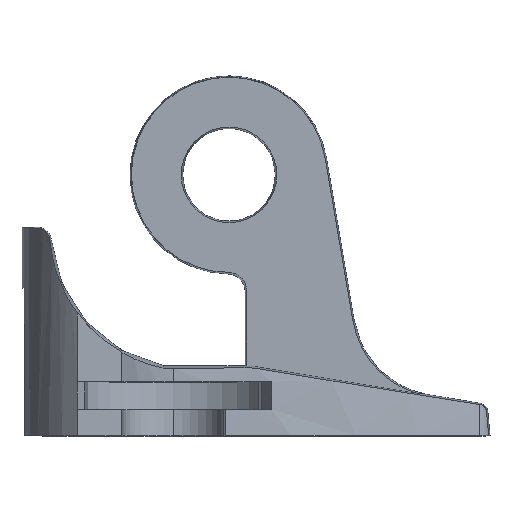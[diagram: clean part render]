
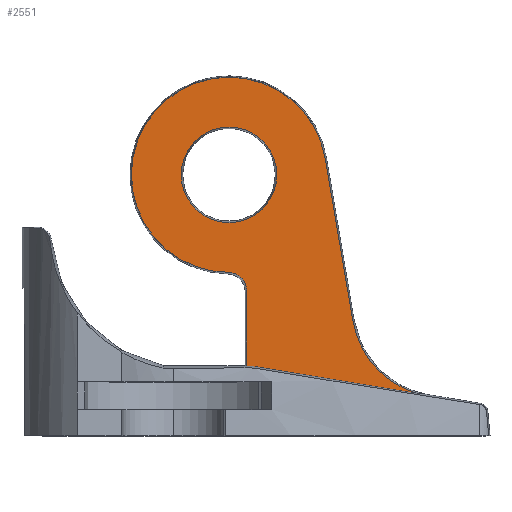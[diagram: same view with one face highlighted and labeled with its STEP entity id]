
A CAD part, top view. The second image highlights one B-rep face of the part: STEP entity #2551.
In plain terms, the highlighted planar face has unit normal (0, 0, 1).
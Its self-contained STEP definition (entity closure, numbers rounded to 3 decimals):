
#56 = FACE_OUTER_BOUND ( 'NONE', #1474, .T. ) ;
#72 = CIRCLE ( 'NONE', #2314, 1.461 ) ;
#73 = CARTESIAN_POINT ( 'NONE',  ( 4.326, 2.4, 2.25 ) ) ;
#136 = VERTEX_POINT ( 'NONE', #592 ) ;
#164 = B_SPLINE_CURVE_WITH_KNOTS ( 'NONE', 3,
 ( #1638, #589, #2062, #2267, #2471, #1436, #1030, #2042 ),
 .UNSPECIFIED., .F., .F.,
 ( 4, 2, 2, 4 ),
 ( 0., 0., 0.001, 0.002 ),
 .UNSPECIFIED. ) ;
#190 = EDGE_CURVE ( 'NONE', #277, #1722, #1724, .T. ) ;
#197 = CARTESIAN_POINT ( 'NONE',  ( 13.487, 2.361, 2.25 ) ) ;
#204 = CARTESIAN_POINT ( 'NONE',  ( 4.566, 3.841, 2.25 ) ) ;
#209 = LINE ( 'NONE', #2692, #2464 ) ;
#221 = EDGE_CURVE ( 'NONE', #1722, #1402, #1365, .T. ) ;
#277 = VERTEX_POINT ( 'NONE', #1898 ) ;
#311 = DIRECTION ( 'NONE',  ( 0., 0., 1. ) ) ;
#368 = DIRECTION ( 'NONE',  ( 1., 0., 0. ) ) ;
#457 = VERTEX_POINT ( 'NONE', #713 ) ;
#483 = DIRECTION ( 'NONE',  ( 1., 0., 0. ) ) ;
#489 = ORIENTED_EDGE ( 'NONE', *, *, #724, .T. ) ;
#511 = LINE ( 'NONE', #2654, #674 ) ;
#530 = DIRECTION ( 'NONE',  ( 0., 0., 1. ) ) ;
#589 = CARTESIAN_POINT ( 'NONE',  ( 3.214, 9.078, 2.25 ) ) ;
#592 = CARTESIAN_POINT ( 'NONE',  ( 4.326, 3.861, 2.25 ) ) ;
#612 = DIRECTION ( 'NONE',  ( 0.987, -0.164, 0. ) ) ;
#624 = CARTESIAN_POINT ( 'NONE',  ( 8.445, 15.409, 2.25 ) ) ;
#674 = VECTOR ( 'NONE', #2671, 1000. ) ;
#695 = AXIS2_PLACEMENT_3D ( 'NONE', #1949, #530, #2601 ) ;
#713 = CARTESIAN_POINT ( 'NONE',  ( 0.446, 14.5, 2.25 ) ) ;
#724 = EDGE_CURVE ( 'NONE', #1974, #1092, #209, .T. ) ;
#733 = ORIENTED_EDGE ( 'NONE', *, *, #2552, .F. ) ;
#739 = VERTEX_POINT ( 'NONE', #1060 ) ;
#790 = CARTESIAN_POINT ( 'NONE',  ( 3.1, 14.5, 2.25 ) ) ;
#804 = VECTOR ( 'NONE', #1246, 1000. ) ;
#849 = AXIS2_PLACEMENT_3D ( 'NONE', #1136, #1569, #1340 ) ;
#921 = EDGE_CURVE ( 'NONE', #136, #277, #72, .T. ) ;
#931 = ORIENTED_EDGE ( 'NONE', *, *, #1738, .F. ) ;
#946 = CARTESIAN_POINT ( 'NONE',  ( 4.079, 3.861, 2.25 ) ) ;
#1006 = CARTESIAN_POINT ( 'NONE',  ( 3.1, 14.5, 2.25 ) ) ;
#1030 = CARTESIAN_POINT ( 'NONE',  ( 4.079, 8.343, 2.25 ) ) ;
#1060 = CARTESIAN_POINT ( 'NONE',  ( 3.082, 9.079, 2.25 ) ) ;
#1092 = VERTEX_POINT ( 'NONE', #946 ) ;
#1136 = CARTESIAN_POINT ( 'NONE',  ( 0., 0., 2.25 ) ) ;
#1148 = AXIS2_PLACEMENT_3D ( 'NONE', #1805, #311, #1381 ) ;
#1158 = PLANE ( 'NONE',  #849 ) ;
#1232 = DIRECTION ( 'NONE',  ( 0., -1., 0. ) ) ;
#1246 = DIRECTION ( 'NONE',  ( 1., 0., 0. ) ) ;
#1317 = EDGE_CURVE ( 'NONE', #1923, #457, #1660, .T. ) ;
#1339 = VECTOR ( 'NONE', #1778, 1000. ) ;
#1340 = DIRECTION ( 'NONE',  ( 1., 0., 0. ) ) ;
#1356 = ORIENTED_EDGE ( 'NONE', *, *, #1812, .T. ) ;
#1365 = LINE ( 'NONE', #2503, #804 ) ;
#1381 = DIRECTION ( 'NONE',  ( 1., 0., 0. ) ) ;
#1402 = VERTEX_POINT ( 'NONE', #2294 ) ;
#1436 = CARTESIAN_POINT ( 'NONE',  ( 3.971, 8.601, 2.25 ) ) ;
#1474 = EDGE_LOOP ( 'NONE', ( #2532, #1356, #489, #2036, #2077, #1703, #1907, #2096, #733 ) ) ;
#1495 = ORIENTED_EDGE ( 'NONE', *, *, #1317, .F. ) ;
#1569 = DIRECTION ( 'NONE',  ( 0., 0., 1. ) ) ;
#1625 = DIRECTION ( 'NONE',  ( 0., 0., 1. ) ) ;
#1628 = DIRECTION ( 'NONE',  ( 1., 0., 0. ) ) ;
#1638 = CARTESIAN_POINT ( 'NONE',  ( 3.082, 9.079, 2.25 ) ) ;
#1660 = CIRCLE ( 'NONE', #1148, 2.654 ) ;
#1678 = EDGE_CURVE ( 'NONE', #1092, #136, #511, .T. ) ;
#1703 = ORIENTED_EDGE ( 'NONE', *, *, #190, .T. ) ;
#1722 = VERTEX_POINT ( 'NONE', #197 ) ;
#1724 = LINE ( 'NONE', #204, #2347 ) ;
#1738 = EDGE_CURVE ( 'NONE', #457, #1923, #2478, .T. ) ;
#1744 = DIRECTION ( 'NONE',  ( 0., 0., -1. ) ) ;
#1778 = DIRECTION ( 'NONE',  ( 0.168, -0.986, 0. ) ) ;
#1805 = CARTESIAN_POINT ( 'NONE',  ( 3.1, 14.5, 2.25 ) ) ;
#1812 = EDGE_CURVE ( 'NONE', #739, #1974, #164, .T. ) ;
#1898 = CARTESIAN_POINT ( 'NONE',  ( 4.566, 3.841, 2.25 ) ) ;
#1899 = FACE_BOUND ( 'NONE', #1986, .T. ) ;
#1907 = ORIENTED_EDGE ( 'NONE', *, *, #221, .T. ) ;
#1923 = VERTEX_POINT ( 'NONE', #2334 ) ;
#1949 = CARTESIAN_POINT ( 'NONE',  ( 15.025, 7.257, 2.25 ) ) ;
#1957 = EDGE_CURVE ( 'NONE', #2433, #1402, #2359, .T. ) ;
#1974 = VERTEX_POINT ( 'NONE', #2613 ) ;
#1986 = EDGE_LOOP ( 'NONE', ( #1495, #931 ) ) ;
#2018 = EDGE_CURVE ( 'NONE', #2222, #739, #2125, .T. ) ;
#2036 = ORIENTED_EDGE ( 'NONE', *, *, #1678, .T. ) ;
#2042 = CARTESIAN_POINT ( 'NONE',  ( 4.079, 8.079, 2.25 ) ) ;
#2054 = AXIS2_PLACEMENT_3D ( 'NONE', #790, #2682, #368 ) ;
#2062 = CARTESIAN_POINT ( 'NONE',  ( 3.343, 9.052, 2.25 ) ) ;
#2077 = ORIENTED_EDGE ( 'NONE', *, *, #921, .T. ) ;
#2096 = ORIENTED_EDGE ( 'NONE', *, *, #1957, .F. ) ;
#2125 = CIRCLE ( 'NONE', #2350, 5.421 ) ;
#2222 = VERTEX_POINT ( 'NONE', #624 ) ;
#2267 = CARTESIAN_POINT ( 'NONE',  ( 3.585, 8.951, 2.25 ) ) ;
#2294 = CARTESIAN_POINT ( 'NONE',  ( 13.524, 2.361, 2.25 ) ) ;
#2314 = AXIS2_PLACEMENT_3D ( 'NONE', #73, #1744, #483 ) ;
#2334 = CARTESIAN_POINT ( 'NONE',  ( 5.754, 14.5, 2.25 ) ) ;
#2347 = VECTOR ( 'NONE', #612, 1000. ) ;
#2348 = CARTESIAN_POINT ( 'NONE',  ( 9.977, 6.398, 2.25 ) ) ;
#2350 = AXIS2_PLACEMENT_3D ( 'NONE', #1006, #1625, #1628 ) ;
#2359 = CIRCLE ( 'NONE', #695, 5.121 ) ;
#2399 = CARTESIAN_POINT ( 'NONE',  ( 10.754, 1.828, 2.25 ) ) ;
#2433 = VERTEX_POINT ( 'NONE', #2348 ) ;
#2444 = LINE ( 'NONE', #2399, #1339 ) ;
#2464 = VECTOR ( 'NONE', #1232, 1000. ) ;
#2471 = CARTESIAN_POINT ( 'NONE',  ( 3.695, 8.877, 2.25 ) ) ;
#2478 = CIRCLE ( 'NONE', #2054, 2.654 ) ;
#2503 = CARTESIAN_POINT ( 'NONE',  ( 0., 2.361, 2.25 ) ) ;
#2532 = ORIENTED_EDGE ( 'NONE', *, *, #2018, .T. ) ;
#2551 = ADVANCED_FACE ( 'NONE', ( #56, #1899 ), #1158, .T. ) ;
#2552 = EDGE_CURVE ( 'NONE', #2222, #2433, #2444, .T. ) ;
#2601 = DIRECTION ( 'NONE',  ( 1., 0., 0. ) ) ;
#2613 = CARTESIAN_POINT ( 'NONE',  ( 4.079, 8.079, 2.25 ) ) ;
#2654 = CARTESIAN_POINT ( 'NONE',  ( -0.55, 3.861, 2.25 ) ) ;
#2671 = DIRECTION ( 'NONE',  ( 1., 0., 0. ) ) ;
#2682 = DIRECTION ( 'NONE',  ( 0., 0., 1. ) ) ;
#2692 = CARTESIAN_POINT ( 'NONE',  ( 4.079, 0., 2.25 ) ) ;
